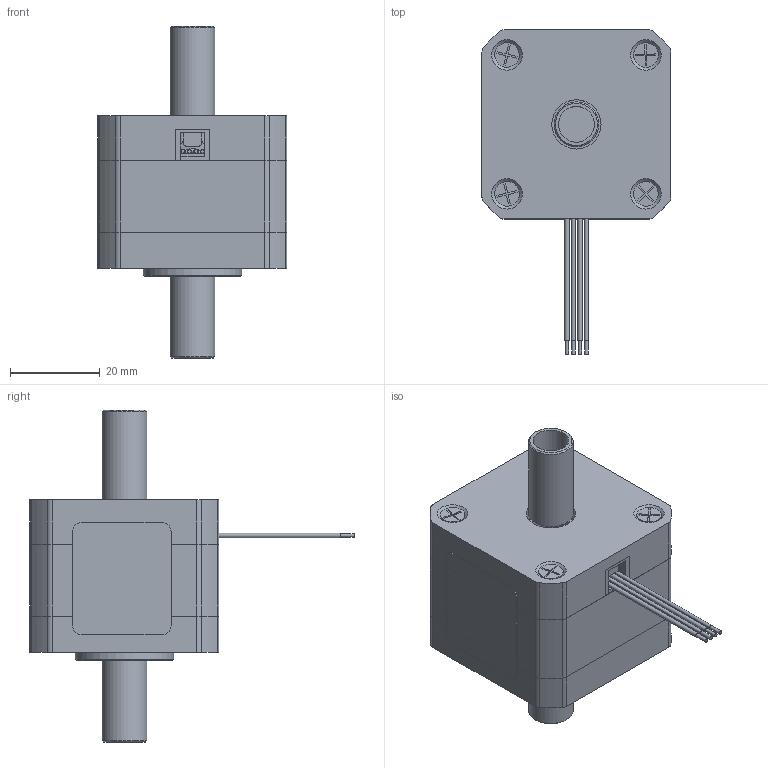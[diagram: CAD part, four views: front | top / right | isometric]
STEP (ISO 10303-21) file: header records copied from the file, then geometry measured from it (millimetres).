
FILE_DESCRIPTION(/* description */ (''),/* implementation_level */ '2;1');
FILE_NAME(/* name */ '17HS2034-4D-100.stp',/* time_stamp */ '2020-08-24T16:41:16+08:00',/* author */ ('dzp-qch5853'),/* organization */ (''),/* preprocessor_version */ 'ST-DEVELOPER v16.1',/* originating_system */ 'Autodesk Inventor 2016',/* authorisation */ '');
FILE_SCHEMA (('AUTOMOTIVE_DESIGN { 1 0 10303 214 3 1 1 }'));
Length unit declared in the file: millimetre
Products named in the file (17): 01-008前盖; 01-009后盖; 02-019（单叠厚定子铁芯）; 12-018-1（17H2034骨架）; 15-001-028(17H2035漆包线）; 09-007-1（红）; 09-007-2（红白）; 09-007-3（绿）; 09-007-4（绿白）; ; 06-008预紧; 07-010轴承; 11-005（M3X29平头）; 10-003（调整垫）; 12-007护线套; 42单厚铭牌; 17H2034-4D-050-001
Assembly tree (21 placements, depth 3):
  17H2034-4D-050-001
    01-008前盖
    01-009后盖
  
      02-019（单叠厚定子铁芯）
      12-018-1（17H2034骨架）  x2
      15-001-028(17H2035漆包线）
      09-007-1（红）
      09-007-2（红白）
      09-007-3（绿）
      09-007-4（绿白）
    06-008预紧
    07-010轴承  x2
    11-005（M3X29平头）  x4
    10-003（调整垫）
    12-007护线套
    42单厚铭牌
Bounding box: 42.4 x 72.35 x 74.1 mm (x, y, z)
Volume: 36651 mm3; surface area: 45224.5 mm2
Topology: 42 solids, 42 shells, 1502 faces, 4145 edges, 2714 vertices
Faces by surface type: plane 755, cylinder 691, cone 32, torus 16, bspline 8
Full cylindrical faces by diameter (mm): 0.8 x4, 1 x18, 2 x2, 2.5 x2, 2.8 x120, 2.9 x4, 3 x8, 3.3 x4, 5.5 x4, 8 x2, 10 x4, 10.5 x1, 11 x1, 11.9 x2, 12 x2, 14 x1, 16 x1, 17 x2, 17.1 x2, 18 x1, 19 x6, 22 x1, 25.91 x2, 26.3 x2, 27 x2, 32 x1
Entity records: 30157 total; most frequent: CARTESIAN_POINT 7441, DIRECTION 4895, ORIENTED_EDGE 4400, EDGE_CURVE 2200, AXIS2_PLACEMENT_3D 1802, VERTEX_POINT 1485, LINE 1291, VECTOR 1291
